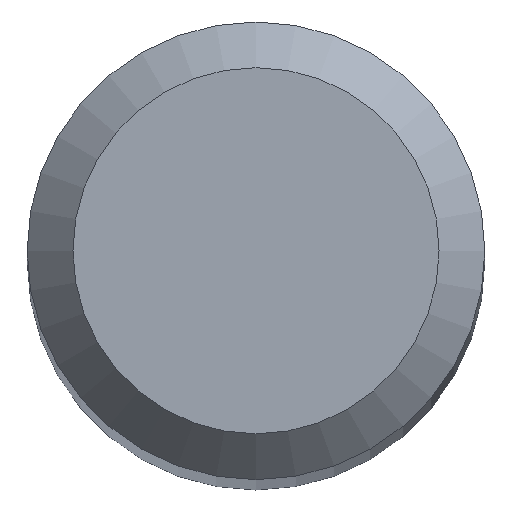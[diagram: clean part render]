
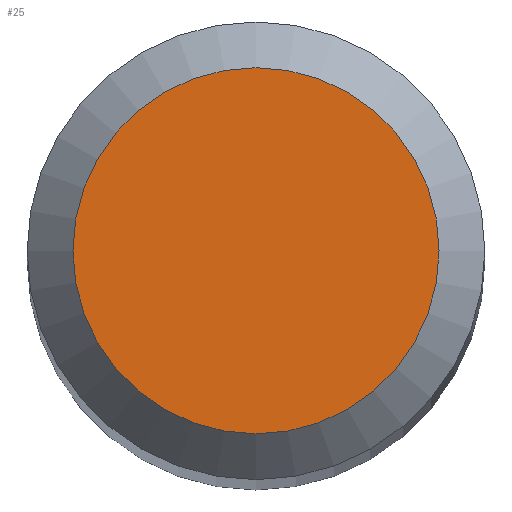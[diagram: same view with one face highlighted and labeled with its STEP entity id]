
A CAD part, top view. The second image highlights one B-rep face of the part: STEP entity #25.
In plain terms, the highlighted planar face has unit normal (0, 0, 1).
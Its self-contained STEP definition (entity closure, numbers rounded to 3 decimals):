
#25 = ADVANCED_FACE ( 'NONE', ( #97 ), #162, .F. ) ;
#30 = DIRECTION ( 'NONE',  ( 0., 0., -1. ) ) ;
#51 = DIRECTION ( 'NONE',  ( 0., 0., -1. ) ) ;
#61 = CARTESIAN_POINT ( 'NONE',  ( 0., 0., 38. ) ) ;
#63 = AXIS2_PLACEMENT_3D ( 'NONE', #61, #30, #112 ) ;
#77 = CARTESIAN_POINT ( 'NONE',  ( 0., 0., 38. ) ) ;
#96 = ORIENTED_EDGE ( 'NONE', *, *, #161, .F. ) ;
#97 = FACE_OUTER_BOUND ( 'NONE', #110, .T. ) ;
#110 = EDGE_LOOP ( 'NONE', ( #96 ) ) ;
#112 = DIRECTION ( 'NONE',  ( 0., 1., 0. ) ) ;
#121 = VERTEX_POINT ( 'NONE', #135 ) ;
#135 = CARTESIAN_POINT ( 'NONE',  ( 0., 0.8, 38. ) ) ;
#144 = DIRECTION ( 'NONE',  ( 0., 1., 0. ) ) ;
#159 = CIRCLE ( 'NONE', #63, 0.8 ) ;
#161 = EDGE_CURVE ( 'NONE', #121, #121, #159, .T. ) ;
#162 = PLANE ( 'NONE',  #192 ) ;
#192 = AXIS2_PLACEMENT_3D ( 'NONE', #77, #51, #144 ) ;
